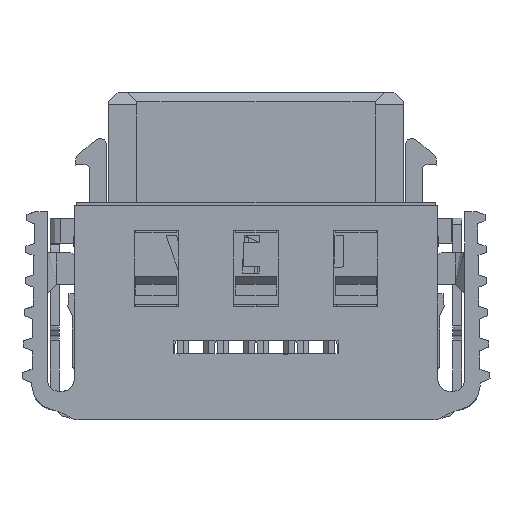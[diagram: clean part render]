
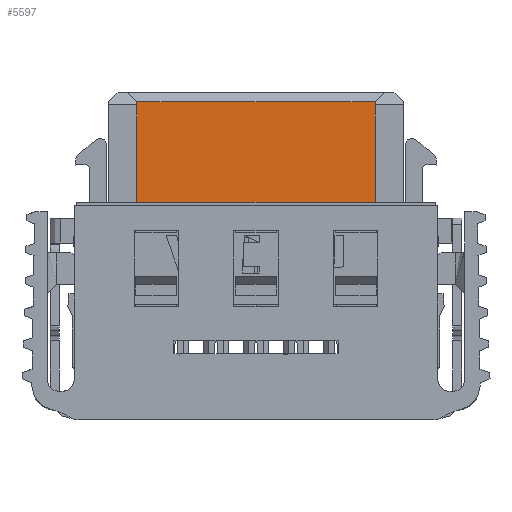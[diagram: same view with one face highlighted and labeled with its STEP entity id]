
A CAD part, front view. The second image highlights one B-rep face of the part: STEP entity #5597.
In plain terms, the highlighted planar face has unit normal (0, -1, 0).
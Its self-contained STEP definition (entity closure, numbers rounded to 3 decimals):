
#425=CARTESIAN_POINT('',(1.245,-0.97,4.225));
#426=VERTEX_POINT('',#425);
#647=CARTESIAN_POINT('',(-1.245,-0.97,4.225));
#648=VERTEX_POINT('',#647);
#657=CARTESIAN_POINT('',(-1.27,-0.97,4.25));
#658=VERTEX_POINT('',#657);
#665=CARTESIAN_POINT('',(-1.27,-0.97,4.25));
#666=DIRECTION('',(0.707,0.,-0.707));
#667=VECTOR('',#666,0.035);
#668=LINE('',#665,#667);
#669=EDGE_CURVE('',#658,#648,#668,.T.);
#860=CARTESIAN_POINT('',(1.245,-0.97,1.025));
#861=VERTEX_POINT('',#860);
#862=CARTESIAN_POINT('',(1.245,-0.97,4.225));
#863=DIRECTION('',(0.,0.,-1.));
#864=VECTOR('',#863,3.2);
#865=LINE('',#862,#864);
#866=EDGE_CURVE('',#426,#861,#865,.T.);
#3349=CARTESIAN_POINT('',(-6.325,-0.97,4.225));
#3350=VERTEX_POINT('',#3349);
#3371=CARTESIAN_POINT('',(-3.835,-0.97,4.225));
#3372=VERTEX_POINT('',#3371);
#3381=CARTESIAN_POINT('',(-3.785,-0.97,4.225));
#3382=VERTEX_POINT('',#3381);
#3389=CARTESIAN_POINT('',(-1.295,-0.97,4.225));
#3390=VERTEX_POINT('',#3389);
#3391=CARTESIAN_POINT('',(-3.785,-0.97,4.225));
#3392=DIRECTION('',(1.,0.,0.));
#3393=VECTOR('',#3392,2.49);
#3394=LINE('',#3391,#3393);
#3395=EDGE_CURVE('',#3382,#3390,#3394,.T.);
#3404=CARTESIAN_POINT('',(-1.245,-0.97,4.225));
#3405=DIRECTION('',(1.,0.,0.));
#3406=VECTOR('',#3405,2.49);
#3407=LINE('',#3404,#3406);
#3408=EDGE_CURVE('',#648,#426,#3407,.T.);
#3413=CARTESIAN_POINT('',(-6.325,-0.97,4.225));
#3414=DIRECTION('',(1.,0.,0.));
#3415=VECTOR('',#3414,2.49);
#3416=LINE('',#3413,#3415);
#3417=EDGE_CURVE('',#3350,#3372,#3416,.T.);
#5400=CARTESIAN_POINT('',(-6.325,-0.97,1.025));
#5401=VERTEX_POINT('',#5400);
#5402=CARTESIAN_POINT('',(1.245,-0.97,1.025));
#5403=DIRECTION('',(-1.,0.,0.));
#5404=VECTOR('',#5403,7.57);
#5405=LINE('',#5402,#5404);
#5406=EDGE_CURVE('',#861,#5401,#5405,.T.);
#5523=CARTESIAN_POINT('',(-6.325,-0.97,1.025));
#5524=DIRECTION('',(0.,0.,1.));
#5525=VECTOR('',#5524,3.2);
#5526=LINE('',#5523,#5525);
#5527=EDGE_CURVE('',#5401,#3350,#5526,.T.);
#5542=CARTESIAN_POINT('',(-3.81,-0.97,4.25));
#5543=VERTEX_POINT('',#5542);
#5544=CARTESIAN_POINT('',(-3.835,-0.97,4.225));
#5545=DIRECTION('',(0.707,0.,0.707));
#5546=VECTOR('',#5545,0.035);
#5547=LINE('',#5544,#5546);
#5548=EDGE_CURVE('',#3372,#5543,#5547,.T.);
#5566=CARTESIAN_POINT('',(-3.81,-0.97,4.25));
#5567=DIRECTION('',(0.707,0.,-0.707));
#5568=VECTOR('',#5567,0.035);
#5569=LINE('',#5566,#5568);
#5570=EDGE_CURVE('',#5543,#3382,#5569,.T.);
#5575=CARTESIAN_POINT('',(-4.452,-0.97,3.44));
#5576=DIRECTION('',(1.,0.,0.));
#5577=DIRECTION('',(0.,-1.,0.));
#5578=AXIS2_PLACEMENT_3D('',#5575,#5577,#5576);
#5579=PLANE('',#5578);
#5580=ORIENTED_EDGE('',*,*,#3395,.F.);
#5581=ORIENTED_EDGE('',*,*,#5570,.F.);
#5582=ORIENTED_EDGE('',*,*,#5548,.F.);
#5583=ORIENTED_EDGE('',*,*,#3417,.F.);
#5584=ORIENTED_EDGE('',*,*,#5527,.F.);
#5585=ORIENTED_EDGE('',*,*,#5406,.F.);
#5586=ORIENTED_EDGE('',*,*,#866,.F.);
#5587=ORIENTED_EDGE('',*,*,#3408,.F.);
#5588=ORIENTED_EDGE('',*,*,#669,.F.);
#5589=CARTESIAN_POINT('',(-1.27,-0.97,4.25));
#5590=DIRECTION('',(-0.707,0.,-0.707));
#5591=VECTOR('',#5590,0.035);
#5592=LINE('',#5589,#5591);
#5593=EDGE_CURVE('',#658,#3390,#5592,.T.);
#5594=ORIENTED_EDGE('',*,*,#5593,.T.);
#5595=EDGE_LOOP('',(#5580,#5581,#5582,#5583,#5584,#5585,#5586,#5587,#5588,#5594));
#5596=FACE_OUTER_BOUND('',#5595,.T.);
#5597=ADVANCED_FACE('',(#5596),#5579,.T.);
